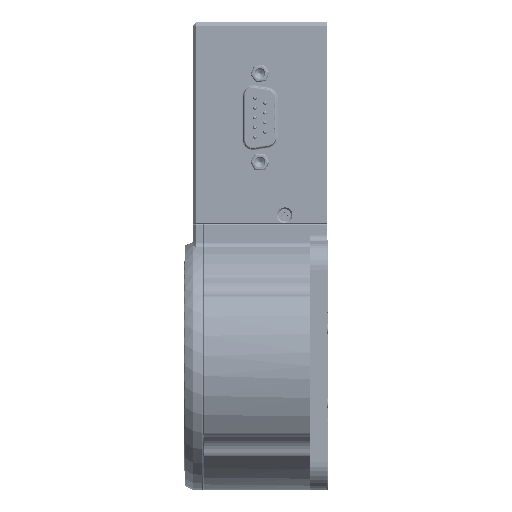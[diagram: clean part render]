
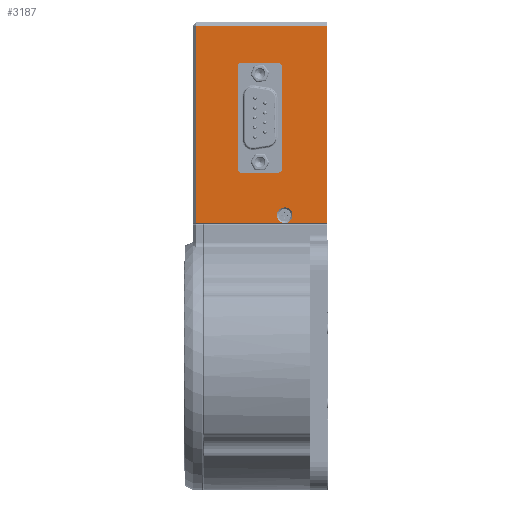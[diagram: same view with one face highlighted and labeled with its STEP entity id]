
A CAD part, left-side view. The second image highlights one B-rep face of the part: STEP entity #3187.
In plain terms, the highlighted planar face has unit normal (-1, 0, 0).
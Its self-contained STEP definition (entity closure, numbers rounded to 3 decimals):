
#6 = DIRECTION ( 'NONE',  ( 0., 0., 1. ) ) ;
#1411 = ORIENTED_EDGE ( 'NONE', *, *, #32141, .T. ) ;
#1887 = AXIS2_PLACEMENT_3D ( 'NONE', #81210, #3589, #18549 ) ;
#2050 = CARTESIAN_POINT ( 'NONE',  ( -15.609, 7.832, 138. ) ) ;
#2513 = DIRECTION ( 'NONE',  ( 1., 0., 0. ) ) ;
#2750 = DIRECTION ( 'NONE',  ( 0., 0., -1. ) ) ;
#3004 = ORIENTED_EDGE ( 'NONE', *, *, #63411, .F. ) ;
#3187 = ADVANCED_FACE ( 'NONE', ( #86406, #58339, #58806, #86877, #16290 ), #73308, .F. ) ;
#3589 = DIRECTION ( 'NONE',  ( 1., 0., 0. ) ) ;
#5396 = EDGE_CURVE ( 'NONE', #17971, #17971, #67862, .T. ) ;
#6162 = VERTEX_POINT ( 'NONE', #26583 ) ;
#6249 = VECTOR ( 'NONE', #72111, 1000. ) ;
#6642 = VECTOR ( 'NONE', #29660, 1000. ) ;
#7157 = LINE ( 'NONE', #64155, #6249 ) ;
#9118 = LINE ( 'NONE', #86239, #6642 ) ;
#9188 = DIRECTION ( 'NONE',  ( 0., 1., 0. ) ) ;
#10526 = DIRECTION ( 'NONE',  ( 0., 0., 1. ) ) ;
#10576 = LINE ( 'NONE', #24126, #74877 ) ;
#12358 = ORIENTED_EDGE ( 'NONE', *, *, #21267, .F. ) ;
#13348 = AXIS2_PLACEMENT_3D ( 'NONE', #91121, #27076, #34548 ) ;
#14105 = VECTOR ( 'NONE', #45391, 1000. ) ;
#14850 = ORIENTED_EDGE ( 'NONE', *, *, #28218, .F. ) ;
#14977 = VERTEX_POINT ( 'NONE', #55288 ) ;
#15878 = EDGE_CURVE ( 'NONE', #77294, #89090, #57386, .T. ) ;
#15947 = CARTESIAN_POINT ( 'NONE',  ( -15.609, -16.168, 137. ) ) ;
#16290 = FACE_BOUND ( 'NONE', #50614, .T. ) ;
#16588 = VECTOR ( 'NONE', #10526, 1000. ) ;
#16606 = CARTESIAN_POINT ( 'NONE',  ( -15.609, -3.168, 174. ) ) ;
#16678 = CARTESIAN_POINT ( 'NONE',  ( -15.609, -15.968, 117.2 ) ) ;
#16803 = DIRECTION ( 'NONE',  ( 1., 0., 0. ) ) ;
#16870 = LINE ( 'NONE', #15947, #89210 ) ;
#17971 = VERTEX_POINT ( 'NONE', #32436 ) ;
#18549 = DIRECTION ( 'NONE',  ( 0., 0., -1. ) ) ;
#19329 = DIRECTION ( 'NONE',  ( 0., 0., -1. ) ) ;
#20269 = DIRECTION ( 'NONE',  ( 1., 0., 0. ) ) ;
#21104 = DIRECTION ( 'NONE',  ( -1., 0., 0. ) ) ;
#21267 = EDGE_CURVE ( 'NONE', #47312, #50686, #16870, .T. ) ;
#22279 = AXIS2_PLACEMENT_3D ( 'NONE', #48184, #53802, #46332 ) ;
#22672 = LINE ( 'NONE', #16606, #16588 ) ;
#22800 = VERTEX_POINT ( 'NONE', #26325 ) ;
#22827 = CARTESIAN_POINT ( 'NONE',  ( -15.609, 8.832, 174. ) ) ;
#22925 = CARTESIAN_POINT ( 'NONE',  ( -15.609, 2.832, 134.5 ) ) ;
#23863 = LINE ( 'NONE', #75278, #32476 ) ;
#24126 = CARTESIAN_POINT ( 'NONE',  ( -15.609, -16.168, 157. ) ) ;
#24166 = CARTESIAN_POINT ( 'NONE',  ( -15.609, 2.832, 159.5 ) ) ;
#24333 = EDGE_CURVE ( 'NONE', #77294, #40417, #74240, .T. ) ;
#24520 = DIRECTION ( 'NONE',  ( 0., 0., -1. ) ) ;
#25193 = EDGE_LOOP ( 'NONE', ( #85812 ) ) ;
#25219 = VERTEX_POINT ( 'NONE', #46404 ) ;
#26325 = CARTESIAN_POINT ( 'NONE',  ( -15.609, 20.832, 117.2 ) ) ;
#26350 = CIRCLE ( 'NONE', #44220, 1.25 ) ;
#26583 = CARTESIAN_POINT ( 'NONE',  ( -15.609, -2.168, 157. ) ) ;
#26707 = EDGE_LOOP ( 'NONE', ( #3004 ) ) ;
#27076 = DIRECTION ( 'NONE',  ( -1., 0., 0. ) ) ;
#27100 = CARTESIAN_POINT ( 'NONE',  ( -15.609, 8.832, 156. ) ) ;
#28218 = EDGE_CURVE ( 'NONE', #22800, #25219, #7157, .T. ) ;
#29161 = ORIENTED_EDGE ( 'NONE', *, *, #41793, .F. ) ;
#29517 = EDGE_CURVE ( 'NONE', #92105, #90475, #22672, .T. ) ;
#29660 = DIRECTION ( 'NONE',  ( 0., 1., 0. ) ) ;
#32141 = EDGE_CURVE ( 'NONE', #47312, #40417, #81116, .T. ) ;
#32436 = CARTESIAN_POINT ( 'NONE',  ( -15.609, 2.832, 160.75 ) ) ;
#32476 = VECTOR ( 'NONE', #60305, 1000. ) ;
#32597 = ORIENTED_EDGE ( 'NONE', *, *, #52489, .T. ) ;
#33515 = EDGE_CURVE ( 'NONE', #52895, #22800, #9118, .T. ) ;
#34548 = DIRECTION ( 'NONE',  ( 0., 0., 1. ) ) ;
#36234 = EDGE_LOOP ( 'NONE', ( #41249, #49396, #14850, #64476 ) ) ;
#37434 = CARTESIAN_POINT ( 'NONE',  ( -15.609, -16.168, 173. ) ) ;
#37914 = DIRECTION ( 'NONE',  ( 0., -1., 0. ) ) ;
#39334 = VERTEX_POINT ( 'NONE', #88873 ) ;
#40417 = VERTEX_POINT ( 'NONE', #41258 ) ;
#41172 = CARTESIAN_POINT ( 'NONE',  ( -15.609, -3.168, 156. ) ) ;
#41249 = ORIENTED_EDGE ( 'NONE', *, *, #76385, .F. ) ;
#41258 = CARTESIAN_POINT ( 'NONE',  ( -15.609, 8.832, 138. ) ) ;
#41793 = EDGE_CURVE ( 'NONE', #6162, #89090, #10576, .T. ) ;
#43346 = DIRECTION ( 'NONE',  ( -1., 0., 0. ) ) ;
#44220 = AXIS2_PLACEMENT_3D ( 'NONE', #22925, #21104, #6 ) ;
#44643 = CIRCLE ( 'NONE', #22279, 1. ) ;
#45391 = DIRECTION ( 'NONE',  ( 0., -1., 0. ) ) ;
#46332 = DIRECTION ( 'NONE',  ( 0., 0., -1. ) ) ;
#46404 = CARTESIAN_POINT ( 'NONE',  ( -15.609, 20.832, 173. ) ) ;
#46898 = CIRCLE ( 'NONE', #66305, 1. ) ;
#47312 = VERTEX_POINT ( 'NONE', #87562 ) ;
#48184 = CARTESIAN_POINT ( 'NONE',  ( -15.609, -2.168, 138. ) ) ;
#49396 = ORIENTED_EDGE ( 'NONE', *, *, #60252, .F. ) ;
#49911 = ORIENTED_EDGE ( 'NONE', *, *, #83094, .F. ) ;
#50614 = EDGE_LOOP ( 'NONE', ( #49911 ) ) ;
#50686 = VERTEX_POINT ( 'NONE', #71046 ) ;
#51483 = LINE ( 'NONE', #37434, #14105 ) ;
#52016 = VECTOR ( 'NONE', #79863, 1000. ) ;
#52489 = EDGE_CURVE ( 'NONE', #92105, #50686, #44643, .T. ) ;
#52895 = VERTEX_POINT ( 'NONE', #16678 ) ;
#53802 = DIRECTION ( 'NONE',  ( 1., 0., 0. ) ) ;
#55288 = CARTESIAN_POINT ( 'NONE',  ( -15.609, -15.968, 173. ) ) ;
#55294 = CARTESIAN_POINT ( 'NONE',  ( -15.609, -2.168, 156. ) ) ;
#57137 = CARTESIAN_POINT ( 'NONE',  ( -15.609, -3.168, 138. ) ) ;
#57386 = CIRCLE ( 'NONE', #84244, 1. ) ;
#57425 = AXIS2_PLACEMENT_3D ( 'NONE', #24166, #43346, #64846 ) ;
#58339 = FACE_BOUND ( 'NONE', #68202, .T. ) ;
#58806 = FACE_BOUND ( 'NONE', #25193, .T. ) ;
#60252 = EDGE_CURVE ( 'NONE', #25219, #14977, #51483, .T. ) ;
#60305 = DIRECTION ( 'NONE',  ( 0., 0., -1. ) ) ;
#60538 = ORIENTED_EDGE ( 'NONE', *, *, #91838, .T. ) ;
#61525 = ORIENTED_EDGE ( 'NONE', *, *, #15878, .T. ) ;
#61581 = CARTESIAN_POINT ( 'NONE',  ( -15.609, 2.832, 135.75 ) ) ;
#63411 = EDGE_CURVE ( 'NONE', #91036, #91036, #26350, .T. ) ;
#64155 = CARTESIAN_POINT ( 'NONE',  ( -15.609, 20.832, 174. ) ) ;
#64476 = ORIENTED_EDGE ( 'NONE', *, *, #33515, .F. ) ;
#64846 = DIRECTION ( 'NONE',  ( 0., 0., 1. ) ) ;
#66305 = AXIS2_PLACEMENT_3D ( 'NONE', #55294, #20269, #19329 ) ;
#67862 = CIRCLE ( 'NONE', #57425, 1.25 ) ;
#68202 = EDGE_LOOP ( 'NONE', ( #32597, #12358, #1411, #68766, #61525, #29161, #60538, #71380 ) ) ;
#68766 = ORIENTED_EDGE ( 'NONE', *, *, #24333, .F. ) ;
#71046 = CARTESIAN_POINT ( 'NONE',  ( -15.609, -2.168, 137. ) ) ;
#71380 = ORIENTED_EDGE ( 'NONE', *, *, #29517, .F. ) ;
#72111 = DIRECTION ( 'NONE',  ( 0., 0., 1. ) ) ;
#73308 = PLANE ( 'NONE',  #1887 ) ;
#74085 = CARTESIAN_POINT ( 'NONE',  ( -15.609, 7.832, 157. ) ) ;
#74240 = LINE ( 'NONE', #22827, #52016 ) ;
#74542 = CIRCLE ( 'NONE', #13348, 2.2 ) ;
#74877 = VECTOR ( 'NONE', #9188, 1000. ) ;
#75278 = CARTESIAN_POINT ( 'NONE',  ( -15.609, -15.968, 174. ) ) ;
#76385 = EDGE_CURVE ( 'NONE', #14977, #52895, #23863, .T. ) ;
#77294 = VERTEX_POINT ( 'NONE', #27100 ) ;
#79621 = AXIS2_PLACEMENT_3D ( 'NONE', #2050, #2513, #24520 ) ;
#79863 = DIRECTION ( 'NONE',  ( 0., 0., -1. ) ) ;
#81116 = CIRCLE ( 'NONE', #79621, 1. ) ;
#81210 = CARTESIAN_POINT ( 'NONE',  ( -15.609, -16.168, 174. ) ) ;
#83094 = EDGE_CURVE ( 'NONE', #39334, #39334, #74542, .T. ) ;
#84244 = AXIS2_PLACEMENT_3D ( 'NONE', #87853, #16803, #2750 ) ;
#85812 = ORIENTED_EDGE ( 'NONE', *, *, #5396, .F. ) ;
#86239 = CARTESIAN_POINT ( 'NONE',  ( -15.609, -16.168, 117.2 ) ) ;
#86406 = FACE_OUTER_BOUND ( 'NONE', #36234, .T. ) ;
#86877 = FACE_BOUND ( 'NONE', #26707, .T. ) ;
#87562 = CARTESIAN_POINT ( 'NONE',  ( -15.609, 7.832, 137. ) ) ;
#87853 = CARTESIAN_POINT ( 'NONE',  ( -15.609, 7.832, 156. ) ) ;
#88873 = CARTESIAN_POINT ( 'NONE',  ( -15.609, -4.168, 121.7 ) ) ;
#89090 = VERTEX_POINT ( 'NONE', #74085 ) ;
#89210 = VECTOR ( 'NONE', #37914, 1000. ) ;
#90475 = VERTEX_POINT ( 'NONE', #41172 ) ;
#91036 = VERTEX_POINT ( 'NONE', #61581 ) ;
#91121 = CARTESIAN_POINT ( 'NONE',  ( -15.609, -4.168, 119.5 ) ) ;
#91838 = EDGE_CURVE ( 'NONE', #6162, #90475, #46898, .T. ) ;
#92105 = VERTEX_POINT ( 'NONE', #57137 ) ;
